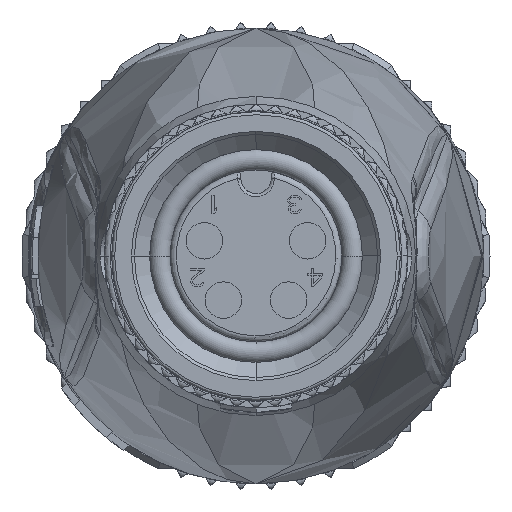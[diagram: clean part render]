
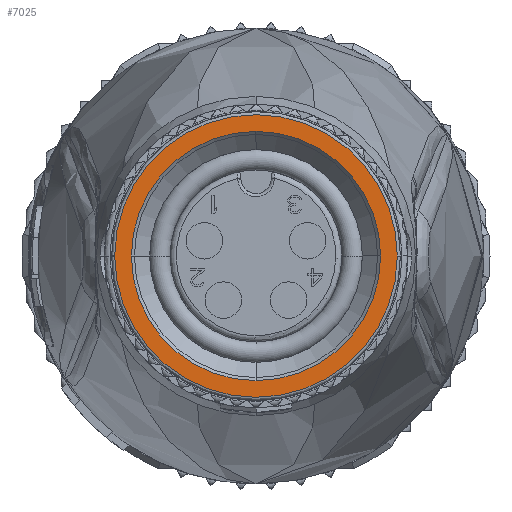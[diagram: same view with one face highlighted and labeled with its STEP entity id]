
A CAD part, front view. The second image highlights one B-rep face of the part: STEP entity #7025.
In plain terms, the highlighted planar face has unit normal (0, -1, 0).
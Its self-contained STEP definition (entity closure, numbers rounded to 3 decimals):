
#7025=ADVANCED_FACE('',(#15240,#15241),#15242,.T.);
#7043=EDGE_CURVE('',#15269,#15266,#15270,.T.);
#7047=EDGE_CURVE('',#15266,#15275,#15276,.T.);
#7055=EDGE_CURVE('',#15288,#15289,#15290,.T.);
#7061=EDGE_CURVE('',#15298,#15299,#15300,.T.);
#9167=EDGE_CURVE('',#15299,#15288,#18064,.T.);
#9169=EDGE_CURVE('',#15289,#15298,#18066,.T.);
#9179=EDGE_CURVE('',#18077,#15269,#18078,.T.);
#9181=EDGE_CURVE('',#15275,#18077,#18080,.T.);
#15240=FACE_OUTER_BOUND('',#68025,.T.);
#15241=FACE_BOUND('',#68026,.T.);
#15242=PLANE('',#68027);
#15266=VERTEX_POINT('',#68055);
#15269=VERTEX_POINT('',#68060);
#15270=CIRCLE('',#68061,4.1);
#15275=VERTEX_POINT('',#68068);
#15276=CIRCLE('',#68069,4.1);
#15288=VERTEX_POINT('',#68085);
#15289=VERTEX_POINT('',#68086);
#15290=CIRCLE('',#68087,4.65);
#15298=VERTEX_POINT('',#68098);
#15299=VERTEX_POINT('',#68099);
#15300=CIRCLE('',#68100,4.65);
#18064=CIRCLE('',#74792,4.65);
#18066=CIRCLE('',#74795,4.65);
#18077=VERTEX_POINT('',#74813);
#18078=CIRCLE('',#74814,4.1);
#18080=CIRCLE('',#74817,4.1);
#68025=EDGE_LOOP('',(#98869,#98870,#98871,#98872));
#68026=EDGE_LOOP('',(#98873,#98874,#98875,#98876));
#68027=AXIS2_PLACEMENT_3D('',#98877,#98878,#98879);
#68055=CARTESIAN_POINT('',(4.1,-8.5,0.0));
#68060=CARTESIAN_POINT('',(0.,-8.5,4.1));
#68061=AXIS2_PLACEMENT_3D('',#98927,#98928,#98929);
#68068=CARTESIAN_POINT('',(0.,-8.5,-4.1));
#68069=AXIS2_PLACEMENT_3D('',#98933,#98934,#98935);
#68085=CARTESIAN_POINT('',(4.65,-8.5,0.0));
#68086=CARTESIAN_POINT('',(-4.65,-8.5,0.024));
#68087=AXIS2_PLACEMENT_3D('',#98945,#98946,#98947);
#68098=CARTESIAN_POINT('',(-4.65,-8.5,0.0));
#68099=CARTESIAN_POINT('',(4.65,-8.5,-0.024));
#68100=AXIS2_PLACEMENT_3D('',#98954,#98955,#98956);
#74792=AXIS2_PLACEMENT_3D('',#100477,#100478,#100479);
#74795=AXIS2_PLACEMENT_3D('',#100480,#100481,#100482);
#74813=CARTESIAN_POINT('',(-4.1,-8.5,0.0));
#74814=AXIS2_PLACEMENT_3D('',#100491,#100492,#100493);
#74817=AXIS2_PLACEMENT_3D('',#100494,#100495,#100496);
#98869=ORIENTED_EDGE('',*,*,#7055,.T.);
#98870=ORIENTED_EDGE('',*,*,#9169,.T.);
#98871=ORIENTED_EDGE('',*,*,#7061,.T.);
#98872=ORIENTED_EDGE('',*,*,#9167,.T.);
#98873=ORIENTED_EDGE('',*,*,#9179,.T.);
#98874=ORIENTED_EDGE('',*,*,#7043,.T.);
#98875=ORIENTED_EDGE('',*,*,#7047,.T.);
#98876=ORIENTED_EDGE('',*,*,#9181,.T.);
#98877=CARTESIAN_POINT('',(0.0,-8.5,0.0));
#98878=DIRECTION('',(0.0,-1.0,0.0));
#98879=DIRECTION('',(0.0,0.0,-1.0));
#98927=CARTESIAN_POINT('',(0.0,-8.5,0.0));
#98928=DIRECTION('',(0.0,1.0,0.0));
#98929=DIRECTION('',(-1.0,0.0,0.0));
#98933=CARTESIAN_POINT('',(0.0,-8.5,0.0));
#98934=DIRECTION('',(-0.0,1.0,0.0));
#98935=DIRECTION('',(1.0,0.0,0.0));
#98945=CARTESIAN_POINT('',(0.0,-8.5,0.0));
#98946=DIRECTION('',(0.0,-1.0,0.0));
#98947=DIRECTION('',(1.0,0.0,0.0));
#98954=CARTESIAN_POINT('',(0.0,-8.5,0.0));
#98955=DIRECTION('',(0.0,-1.0,0.0));
#98956=DIRECTION('',(-1.0,0.0,0.0));
#100477=CARTESIAN_POINT('',(0.0,-8.5,0.0));
#100478=DIRECTION('',(0.0,-1.0,0.0));
#100479=DIRECTION('',(-1.0,0.0,0.0));
#100480=CARTESIAN_POINT('',(0.0,-8.5,0.0));
#100481=DIRECTION('',(0.0,-1.0,0.0));
#100482=DIRECTION('',(1.0,0.0,0.0));
#100491=CARTESIAN_POINT('',(0.0,-8.5,0.0));
#100492=DIRECTION('',(0.0,1.0,0.0));
#100493=DIRECTION('',(-1.0,0.0,0.0));
#100494=CARTESIAN_POINT('',(0.0,-8.5,0.0));
#100495=DIRECTION('',(-0.0,1.0,0.0));
#100496=DIRECTION('',(1.0,0.0,0.0));
